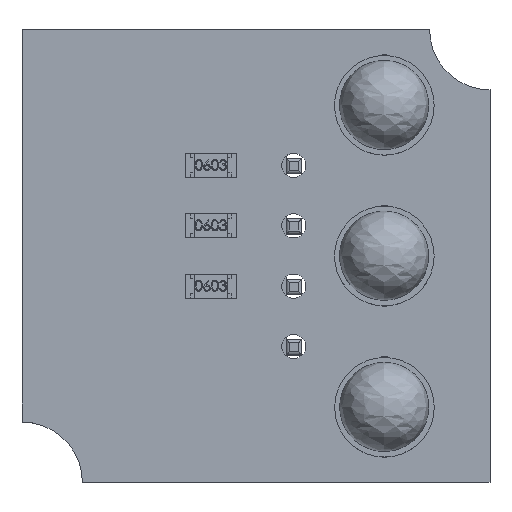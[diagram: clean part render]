
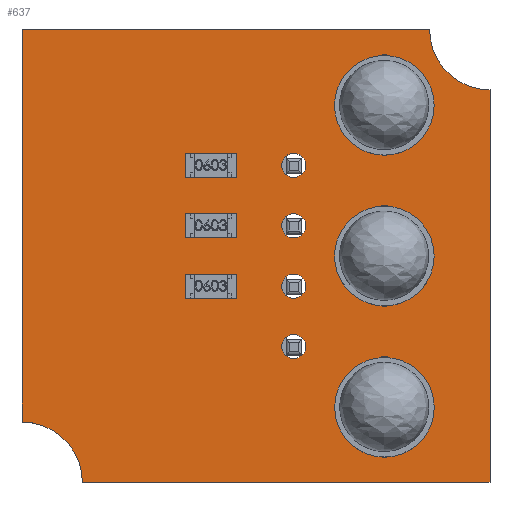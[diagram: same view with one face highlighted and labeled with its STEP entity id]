
A CAD part, top view. The second image highlights one B-rep face of the part: STEP entity #637.
In plain terms, the highlighted planar face has unit normal (0, 0, 1).
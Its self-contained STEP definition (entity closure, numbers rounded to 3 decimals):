
#80 = VERTEX_POINT('',#81);
#81 = CARTESIAN_POINT('',(0.,2.,1.52));
#87 = EDGE_CURVE('',#80,#88,#90,.T.);
#88 = VERTEX_POINT('',#89);
#89 = CARTESIAN_POINT('',(2.,0.,1.52));
#90 = CIRCLE('',#91,2.001);
#91 = AXIS2_PLACEMENT_3D('',#92,#93,#94);
#92 = CARTESIAN_POINT('',(-0.001,-0.001,
    1.52));
#93 = DIRECTION('',(0.,0.,-1.));
#94 = DIRECTION('',(0.,1.,0.));
#120 = EDGE_CURVE('',#88,#121,#123,.T.);
#121 = VERTEX_POINT('',#122);
#122 = CARTESIAN_POINT('',(15.5,0.,1.52));
#123 = LINE('',#124,#125);
#124 = CARTESIAN_POINT('',(2.,0.,1.52));
#125 = VECTOR('',#126,1.);
#126 = DIRECTION('',(1.,0.,0.));
#151 = EDGE_CURVE('',#121,#152,#154,.T.);
#152 = VERTEX_POINT('',#153);
#153 = CARTESIAN_POINT('',(15.5,13.,1.52));
#154 = LINE('',#155,#156);
#155 = CARTESIAN_POINT('',(15.5,0.,1.52));
#156 = VECTOR('',#157,1.);
#157 = DIRECTION('',(0.,1.,0.));
#182 = EDGE_CURVE('',#152,#183,#185,.T.);
#183 = VERTEX_POINT('',#184);
#184 = CARTESIAN_POINT('',(13.5,15.,1.52));
#185 = CIRCLE('',#186,2.001);
#186 = AXIS2_PLACEMENT_3D('',#187,#188,#189);
#187 = CARTESIAN_POINT('',(15.501,15.001,1.52));
#188 = DIRECTION('',(0.,0.,-1.));
#189 = DIRECTION('',(0.,-1.,-0.));
#215 = EDGE_CURVE('',#183,#216,#218,.T.);
#216 = VERTEX_POINT('',#217);
#217 = CARTESIAN_POINT('',(0.,15.,1.52));
#218 = LINE('',#219,#220);
#219 = CARTESIAN_POINT('',(13.5,15.,1.52));
#220 = VECTOR('',#221,1.);
#221 = DIRECTION('',(-1.,0.,0.));
#246 = EDGE_CURVE('',#216,#80,#247,.T.);
#247 = LINE('',#248,#249);
#248 = CARTESIAN_POINT('',(0.,15.,1.52));
#249 = VECTOR('',#250,1.);
#250 = DIRECTION('',(0.,-1.,0.));
#270 = VERTEX_POINT('',#271);
#271 = CARTESIAN_POINT('',(9.4,6.5,1.52));
#277 = EDGE_CURVE('',#270,#270,#278,.T.);
#278 = CIRCLE('',#279,0.4);
#279 = AXIS2_PLACEMENT_3D('',#280,#281,#282);
#280 = CARTESIAN_POINT('',(9.,6.5,1.52));
#281 = DIRECTION('',(0.,0.,1.));
#282 = DIRECTION('',(1.,0.,-0.));
#303 = VERTEX_POINT('',#304);
#304 = CARTESIAN_POINT('',(9.4,4.5,1.52));
#310 = EDGE_CURVE('',#303,#303,#311,.T.);
#311 = CIRCLE('',#312,0.4);
#312 = AXIS2_PLACEMENT_3D('',#313,#314,#315);
#313 = CARTESIAN_POINT('',(9.,4.5,1.52));
#314 = DIRECTION('',(0.,0.,1.));
#315 = DIRECTION('',(1.,0.,-0.));
#336 = VERTEX_POINT('',#337);
#337 = CARTESIAN_POINT('',(9.4,8.5,1.52));
#343 = EDGE_CURVE('',#336,#336,#344,.T.);
#344 = CIRCLE('',#345,0.4);
#345 = AXIS2_PLACEMENT_3D('',#346,#347,#348);
#346 = CARTESIAN_POINT('',(9.,8.5,1.52));
#347 = DIRECTION('',(0.,0.,1.));
#348 = DIRECTION('',(1.,0.,-0.));
#369 = VERTEX_POINT('',#370);
#370 = CARTESIAN_POINT('',(9.4,10.5,1.52));
#376 = EDGE_CURVE('',#369,#369,#377,.T.);
#377 = CIRCLE('',#378,0.4);
#378 = AXIS2_PLACEMENT_3D('',#379,#380,#381);
#379 = CARTESIAN_POINT('',(9.,10.5,1.52));
#380 = DIRECTION('',(0.,0.,1.));
#381 = DIRECTION('',(1.,0.,-0.));
#402 = VERTEX_POINT('',#403);
#403 = CARTESIAN_POINT('',(12.4,11.23,1.52));
#409 = EDGE_CURVE('',#402,#402,#410,.T.);
#410 = CIRCLE('',#411,0.4);
#411 = AXIS2_PLACEMENT_3D('',#412,#413,#414);
#412 = CARTESIAN_POINT('',(12.,11.23,1.52));
#413 = DIRECTION('',(0.,0.,1.));
#414 = DIRECTION('',(1.,0.,-0.));
#435 = VERTEX_POINT('',#436);
#436 = CARTESIAN_POINT('',(12.4,3.77,1.52));
#442 = EDGE_CURVE('',#435,#435,#443,.T.);
#443 = CIRCLE('',#444,0.4);
#444 = AXIS2_PLACEMENT_3D('',#445,#446,#447);
#445 = CARTESIAN_POINT('',(12.,3.77,1.52));
#446 = DIRECTION('',(0.,0.,1.));
#447 = DIRECTION('',(1.,0.,-0.));
#468 = VERTEX_POINT('',#469);
#469 = CARTESIAN_POINT('',(12.4,1.23,1.52));
#475 = EDGE_CURVE('',#468,#468,#476,.T.);
#476 = CIRCLE('',#477,0.4);
#477 = AXIS2_PLACEMENT_3D('',#478,#479,#480);
#478 = CARTESIAN_POINT('',(12.,1.23,1.52));
#479 = DIRECTION('',(0.,0.,1.));
#480 = DIRECTION('',(1.,0.,-0.));
#501 = VERTEX_POINT('',#502);
#502 = CARTESIAN_POINT('',(12.4,13.77,1.52));
#508 = EDGE_CURVE('',#501,#501,#509,.T.);
#509 = CIRCLE('',#510,0.4);
#510 = AXIS2_PLACEMENT_3D('',#511,#512,#513);
#511 = CARTESIAN_POINT('',(12.,13.77,1.52));
#512 = DIRECTION('',(0.,0.,1.));
#513 = DIRECTION('',(1.,0.,-0.));
#534 = VERTEX_POINT('',#535);
#535 = CARTESIAN_POINT('',(12.4,6.23,1.52));
#541 = EDGE_CURVE('',#534,#534,#542,.T.);
#542 = CIRCLE('',#543,0.4);
#543 = AXIS2_PLACEMENT_3D('',#544,#545,#546);
#544 = CARTESIAN_POINT('',(12.,6.23,1.52));
#545 = DIRECTION('',(0.,0.,1.));
#546 = DIRECTION('',(1.,0.,-0.));
#567 = VERTEX_POINT('',#568);
#568 = CARTESIAN_POINT('',(12.4,8.77,1.52));
#574 = EDGE_CURVE('',#567,#567,#575,.T.);
#575 = CIRCLE('',#576,0.4);
#576 = AXIS2_PLACEMENT_3D('',#577,#578,#579);
#577 = CARTESIAN_POINT('',(12.,8.77,1.52));
#578 = DIRECTION('',(0.,0.,1.));
#579 = DIRECTION('',(1.,0.,-0.));
#637 = ADVANCED_FACE('',(#638,#646,#649,#652,#655,#658,#661,#664,#667,
    #670,#673),#676,.T.);
#638 = FACE_BOUND('',#639,.T.);
#639 = EDGE_LOOP('',(#640,#641,#642,#643,#644,#645));
#640 = ORIENTED_EDGE('',*,*,#87,.T.);
#641 = ORIENTED_EDGE('',*,*,#120,.T.);
#642 = ORIENTED_EDGE('',*,*,#151,.T.);
#643 = ORIENTED_EDGE('',*,*,#182,.T.);
#644 = ORIENTED_EDGE('',*,*,#215,.T.);
#645 = ORIENTED_EDGE('',*,*,#246,.T.);
#646 = FACE_BOUND('',#647,.F.);
#647 = EDGE_LOOP('',(#648));
#648 = ORIENTED_EDGE('',*,*,#277,.T.);
#649 = FACE_BOUND('',#650,.F.);
#650 = EDGE_LOOP('',(#651));
#651 = ORIENTED_EDGE('',*,*,#310,.T.);
#652 = FACE_BOUND('',#653,.F.);
#653 = EDGE_LOOP('',(#654));
#654 = ORIENTED_EDGE('',*,*,#343,.T.);
#655 = FACE_BOUND('',#656,.F.);
#656 = EDGE_LOOP('',(#657));
#657 = ORIENTED_EDGE('',*,*,#376,.T.);
#658 = FACE_BOUND('',#659,.F.);
#659 = EDGE_LOOP('',(#660));
#660 = ORIENTED_EDGE('',*,*,#409,.T.);
#661 = FACE_BOUND('',#662,.F.);
#662 = EDGE_LOOP('',(#663));
#663 = ORIENTED_EDGE('',*,*,#442,.T.);
#664 = FACE_BOUND('',#665,.F.);
#665 = EDGE_LOOP('',(#666));
#666 = ORIENTED_EDGE('',*,*,#475,.T.);
#667 = FACE_BOUND('',#668,.F.);
#668 = EDGE_LOOP('',(#669));
#669 = ORIENTED_EDGE('',*,*,#508,.T.);
#670 = FACE_BOUND('',#671,.F.);
#671 = EDGE_LOOP('',(#672));
#672 = ORIENTED_EDGE('',*,*,#541,.T.);
#673 = FACE_BOUND('',#674,.F.);
#674 = EDGE_LOOP('',(#675));
#675 = ORIENTED_EDGE('',*,*,#574,.T.);
#676 = PLANE('',#677);
#677 = AXIS2_PLACEMENT_3D('',#678,#679,#680);
#678 = CARTESIAN_POINT('',(7.75,7.5,1.52));
#679 = DIRECTION('',(0.,0.,1.));
#680 = DIRECTION('',(1.,0.,-0.));
